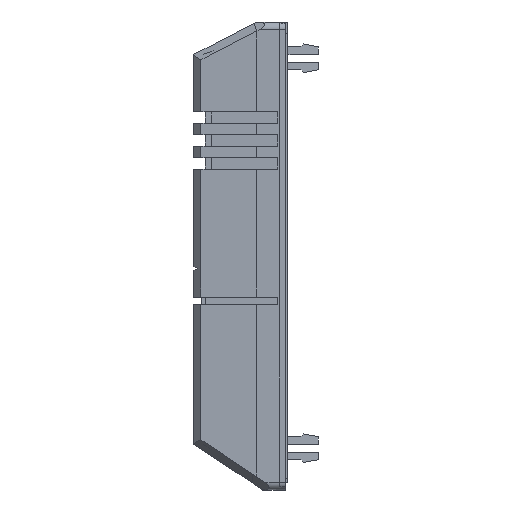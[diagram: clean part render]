
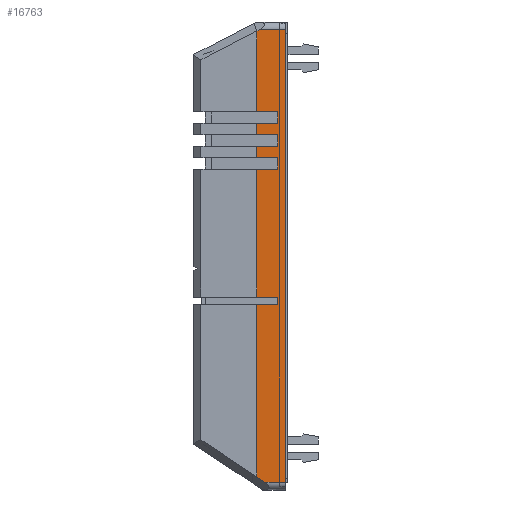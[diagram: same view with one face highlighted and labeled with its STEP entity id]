
A CAD part, left-side view. The second image highlights one B-rep face of the part: STEP entity #16763.
In plain terms, the highlighted planar face has unit normal (-0.997, 0.079, 0).
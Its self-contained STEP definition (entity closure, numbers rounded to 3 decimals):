
#1166=FACE_OUTER_BOUND('',#2115,.T.);
#2115=EDGE_LOOP('',(#12150,#12151,#12152,#12153,#12154,#12155,#12156,#12157,
#12158,#12159,#12160,#12161,#12162,#12163,#12164,#12165,#12166,#12167,#12168,
#12169,#12170,#12171,#12172));
#3005=LINE('',#22018,#4923);
#3418=LINE('',#23724,#5336);
#3444=LINE('',#23785,#5362);
#3452=LINE('',#23806,#5370);
#3453=LINE('',#23810,#5371);
#3454=LINE('',#23812,#5372);
#3455=LINE('',#23814,#5373);
#3456=LINE('',#23816,#5374);
#3457=LINE('',#23818,#5375);
#3458=LINE('',#23820,#5376);
#3459=LINE('',#23822,#5377);
#3460=LINE('',#23824,#5378);
#3461=LINE('',#23826,#5379);
#3462=LINE('',#23828,#5380);
#3463=LINE('',#23830,#5381);
#3464=LINE('',#23832,#5382);
#3465=LINE('',#23834,#5383);
#3466=LINE('',#23835,#5384);
#3467=LINE('',#23837,#5385);
#3468=LINE('',#23839,#5386);
#3469=LINE('',#23841,#5387);
#3470=LINE('',#23843,#5388);
#3471=LINE('',#23844,#5389);
#4923=VECTOR('',#18495,1000.);
#5336=VECTOR('',#19332,1000.);
#5362=VECTOR('',#19380,10.);
#5370=VECTOR('',#19400,10.);
#5371=VECTOR('',#19405,1000.);
#5372=VECTOR('',#19406,1000.);
#5373=VECTOR('',#19407,1000.);
#5374=VECTOR('',#19408,1000.);
#5375=VECTOR('',#19409,1000.);
#5376=VECTOR('',#19410,1000.);
#5377=VECTOR('',#19411,1000.);
#5378=VECTOR('',#19412,1000.);
#5379=VECTOR('',#19413,1000.);
#5380=VECTOR('',#19414,1000.);
#5381=VECTOR('',#19415,1000.);
#5382=VECTOR('',#19416,1000.);
#5383=VECTOR('',#19417,1000.);
#5384=VECTOR('',#19418,1000.);
#5385=VECTOR('',#19419,1000.);
#5386=VECTOR('',#19420,1000.);
#5387=VECTOR('',#19421,1000.);
#5388=VECTOR('',#19422,1000.);
#5389=VECTOR('',#19423,1000.);
#6821=VERTEX_POINT('',#22015);
#6822=VERTEX_POINT('',#22017);
#7319=VERTEX_POINT('',#23721);
#7320=VERTEX_POINT('',#23723);
#7344=VERTEX_POINT('',#23783);
#7351=VERTEX_POINT('',#23805);
#7352=VERTEX_POINT('',#23809);
#7353=VERTEX_POINT('',#23811);
#7354=VERTEX_POINT('',#23813);
#7355=VERTEX_POINT('',#23815);
#7356=VERTEX_POINT('',#23817);
#7357=VERTEX_POINT('',#23819);
#7358=VERTEX_POINT('',#23821);
#7359=VERTEX_POINT('',#23823);
#7360=VERTEX_POINT('',#23825);
#7361=VERTEX_POINT('',#23827);
#7362=VERTEX_POINT('',#23829);
#7363=VERTEX_POINT('',#23831);
#7364=VERTEX_POINT('',#23833);
#7365=VERTEX_POINT('',#23836);
#7366=VERTEX_POINT('',#23838);
#7367=VERTEX_POINT('',#23840);
#7368=VERTEX_POINT('',#23842);
#8530=EDGE_CURVE('',#6821,#6822,#3005,.T.);
#9157=EDGE_CURVE('',#7319,#7320,#3418,.T.);
#9189=EDGE_CURVE('',#7344,#7319,#3444,.T.);
#9200=EDGE_CURVE('',#7320,#7351,#3452,.T.);
#9202=EDGE_CURVE('',#7344,#7352,#3453,.T.);
#9203=EDGE_CURVE('',#7352,#7353,#3454,.T.);
#9204=EDGE_CURVE('',#7354,#7353,#3455,.T.);
#9205=EDGE_CURVE('',#7355,#7354,#3456,.T.);
#9206=EDGE_CURVE('',#7356,#7355,#3457,.T.);
#9207=EDGE_CURVE('',#7356,#7357,#3458,.T.);
#9208=EDGE_CURVE('',#7358,#7357,#3459,.T.);
#9209=EDGE_CURVE('',#7359,#7358,#3460,.T.);
#9210=EDGE_CURVE('',#7360,#7359,#3461,.T.);
#9211=EDGE_CURVE('',#7360,#7361,#3462,.T.);
#9212=EDGE_CURVE('',#7362,#7361,#3463,.T.);
#9213=EDGE_CURVE('',#7363,#7362,#3464,.T.);
#9214=EDGE_CURVE('',#7364,#7363,#3465,.T.);
#9215=EDGE_CURVE('',#7364,#6822,#3466,.T.);
#9216=EDGE_CURVE('',#7365,#6821,#3467,.T.);
#9217=EDGE_CURVE('',#7366,#7365,#3468,.T.);
#9218=EDGE_CURVE('',#7366,#7367,#3469,.T.);
#9219=EDGE_CURVE('',#7367,#7368,#3470,.F.);
#9220=EDGE_CURVE('',#7368,#7351,#3471,.T.);
#12150=ORIENTED_EDGE('',*,*,#9189,.F.);
#12151=ORIENTED_EDGE('',*,*,#9202,.T.);
#12152=ORIENTED_EDGE('',*,*,#9203,.T.);
#12153=ORIENTED_EDGE('',*,*,#9204,.F.);
#12154=ORIENTED_EDGE('',*,*,#9205,.F.);
#12155=ORIENTED_EDGE('',*,*,#9206,.F.);
#12156=ORIENTED_EDGE('',*,*,#9207,.T.);
#12157=ORIENTED_EDGE('',*,*,#9208,.F.);
#12158=ORIENTED_EDGE('',*,*,#9209,.F.);
#12159=ORIENTED_EDGE('',*,*,#9210,.F.);
#12160=ORIENTED_EDGE('',*,*,#9211,.T.);
#12161=ORIENTED_EDGE('',*,*,#9212,.F.);
#12162=ORIENTED_EDGE('',*,*,#9213,.F.);
#12163=ORIENTED_EDGE('',*,*,#9214,.F.);
#12164=ORIENTED_EDGE('',*,*,#9215,.T.);
#12165=ORIENTED_EDGE('',*,*,#8530,.F.);
#12166=ORIENTED_EDGE('',*,*,#9216,.F.);
#12167=ORIENTED_EDGE('',*,*,#9217,.F.);
#12168=ORIENTED_EDGE('',*,*,#9218,.T.);
#12169=ORIENTED_EDGE('',*,*,#9219,.T.);
#12170=ORIENTED_EDGE('',*,*,#9220,.T.);
#12171=ORIENTED_EDGE('',*,*,#9200,.F.);
#12172=ORIENTED_EDGE('',*,*,#9157,.F.);
#16108=PLANE('',#17792);
#16763=ADVANCED_FACE('',(#1166),#16108,.F.);
#17792=AXIS2_PLACEMENT_3D('',#23808,#19403,#19404);
#18495=DIRECTION('',(0.078,0.997,0.));
#19332=DIRECTION('',(0.,0.,-1.));
#19380=DIRECTION('',(-0.078,-0.997,0.));
#19400=DIRECTION('',(0.078,0.997,0.));
#19403=DIRECTION('center_axis',(0.997,-0.078,0.));
#19404=DIRECTION('ref_axis',(0.,0.,-1.));
#19405=DIRECTION('',(0.07,0.887,-0.457));
#19406=DIRECTION('',(0.,0.,-1.));
#19407=DIRECTION('',(0.078,0.997,0.));
#19408=DIRECTION('',(0.,0.,1.));
#19409=DIRECTION('',(-0.078,-0.997,0.));
#19410=DIRECTION('',(0.,0.,-1.));
#19411=DIRECTION('',(0.078,0.997,0.));
#19412=DIRECTION('',(0.,0.,1.));
#19413=DIRECTION('',(-0.078,-0.997,0.));
#19414=DIRECTION('',(0.,0.,-1.));
#19415=DIRECTION('',(0.078,0.997,0.));
#19416=DIRECTION('',(0.,0.,1.));
#19417=DIRECTION('',(-0.078,-0.997,0.));
#19418=DIRECTION('',(0.,0.,-1.));
#19419=DIRECTION('',(0.,0.,1.));
#19420=DIRECTION('',(-0.078,-0.997,0.));
#19421=DIRECTION('',(0.,0.,-1.));
#19422=DIRECTION('',(-0.065,-0.83,-0.553));
#19423=DIRECTION('',(-0.065,-0.83,-0.554));
#22015=CARTESIAN_POINT('',(-0.261,-22.008,59.908));
#22017=CARTESIAN_POINT('',(0.172,-16.5,59.908));
#22018=CARTESIAN_POINT('',(0.526,-12.004,59.908));
#23721=CARTESIAN_POINT('',(-0.418,-24.,129.908));
#23723=CARTESIAN_POINT('',(-0.418,-24.,11.408));
#23724=CARTESIAN_POINT('',(-0.418,-24.,131.908));
#23783=CARTESIAN_POINT('',(0.121,-17.148,129.908));
#23785=CARTESIAN_POINT('',(1.99,6.595,129.908));
#23805=CARTESIAN_POINT('',(0.007,-18.602,11.408));
#23806=CARTESIAN_POINT('',(0.815,-8.325,11.408));
#23808=CARTESIAN_POINT('Origin',(0.172,-16.5,131.908));
#23809=CARTESIAN_POINT('',(0.172,-16.5,129.575));
#23810=CARTESIAN_POINT('',(0.098,-17.445,130.062));
#23811=CARTESIAN_POINT('',(0.172,-16.5,108.408));
#23812=CARTESIAN_POINT('',(0.172,-16.5,131.908));
#23813=CARTESIAN_POINT('',(-0.261,-22.008,108.408));
#23814=CARTESIAN_POINT('',(0.487,-12.504,108.408));
#23815=CARTESIAN_POINT('',(-0.261,-22.008,105.408));
#23816=CARTESIAN_POINT('',(-0.261,-22.008,106.908));
#23817=CARTESIAN_POINT('',(0.172,-16.5,105.408));
#23818=CARTESIAN_POINT('',(0.487,-12.504,105.408));
#23819=CARTESIAN_POINT('',(0.172,-16.5,102.408));
#23820=CARTESIAN_POINT('',(0.172,-16.5,131.908));
#23821=CARTESIAN_POINT('',(-0.261,-22.008,102.408));
#23822=CARTESIAN_POINT('',(0.487,-12.504,102.408));
#23823=CARTESIAN_POINT('',(-0.261,-22.008,99.408));
#23824=CARTESIAN_POINT('',(-0.261,-22.008,100.908));
#23825=CARTESIAN_POINT('',(0.172,-16.5,99.408));
#23826=CARTESIAN_POINT('',(0.487,-12.504,99.408));
#23827=CARTESIAN_POINT('',(0.172,-16.5,96.408));
#23828=CARTESIAN_POINT('',(0.172,-16.5,131.908));
#23829=CARTESIAN_POINT('',(-0.261,-22.008,96.408));
#23830=CARTESIAN_POINT('',(0.487,-12.504,96.408));
#23831=CARTESIAN_POINT('',(-0.261,-22.008,93.408));
#23832=CARTESIAN_POINT('',(-0.261,-22.008,94.908));
#23833=CARTESIAN_POINT('',(0.172,-16.5,93.408));
#23834=CARTESIAN_POINT('',(0.487,-12.504,93.408));
#23835=CARTESIAN_POINT('',(0.172,-16.5,131.908));
#23836=CARTESIAN_POINT('',(-0.261,-22.008,57.908));
#23837=CARTESIAN_POINT('',(-0.261,-22.008,58.908));
#23838=CARTESIAN_POINT('',(0.172,-16.5,57.908));
#23839=CARTESIAN_POINT('',(0.526,-12.004,57.908));
#23840=CARTESIAN_POINT('',(0.172,-16.5,12.81));
#23841=CARTESIAN_POINT('',(0.172,-16.5,131.908));
#23842=CARTESIAN_POINT('',(0.263,-15.348,13.577));
#23843=CARTESIAN_POINT('',(4.48,38.232,49.295));
#23844=CARTESIAN_POINT('',(4.48,38.234,49.299));
